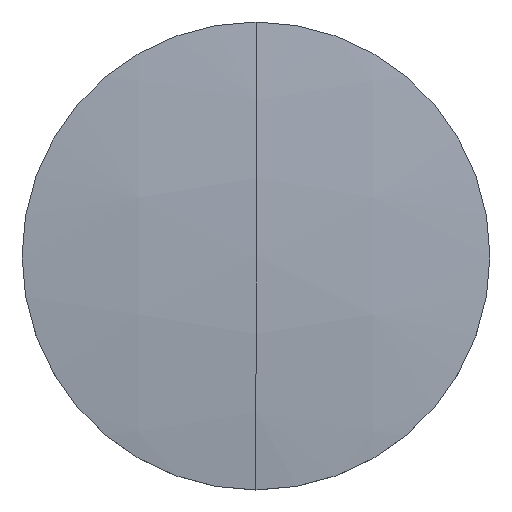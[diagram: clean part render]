
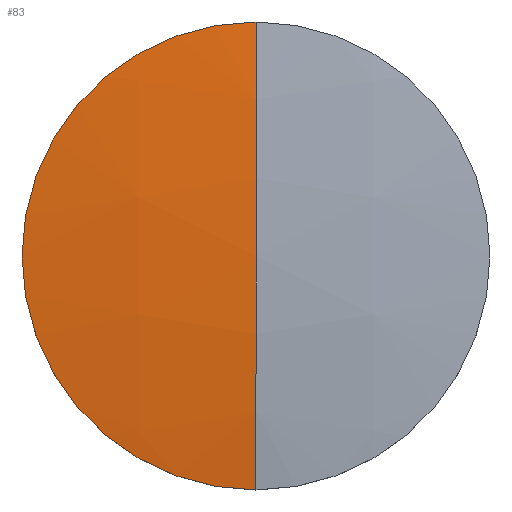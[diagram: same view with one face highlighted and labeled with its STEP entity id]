
A CAD part, top view. The second image highlights one B-rep face of the part: STEP entity #83.
In plain terms, the highlighted spherical face has radius 103.01 mm.
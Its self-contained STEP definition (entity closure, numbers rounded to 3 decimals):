
#15 = VERTEX_POINT ( 'NONE', #25 ) ;
#17 = EDGE_CURVE ( 'NONE', #15, #42, #46, .T. ) ;
#19 = EDGE_CURVE ( 'NONE', #57, #38, #80, .T. ) ;
#20 = DIRECTION ( 'NONE',  ( 0., -1., 0. ) ) ;
#21 = ORIENTED_EDGE ( 'NONE', *, *, #74, .T. ) ;
#24 = ORIENTED_EDGE ( 'NONE', *, *, #17, .T. ) ;
#25 = CARTESIAN_POINT ( 'NONE',  ( 0., 12.7, 0.604 ) ) ;
#37 = ORIENTED_EDGE ( 'NONE', *, *, #19, .T. ) ;
#38 = VERTEX_POINT ( 'NONE', #142 ) ;
#39 = EDGE_LOOP ( 'NONE', ( #24, #21, #37, #58 ) ) ;
#42 = VERTEX_POINT ( 'NONE', #149 ) ;
#45 = AXIS2_PLACEMENT_3D ( 'NONE', #82, #66, #65 ) ;
#46 = CIRCLE ( 'NONE', #45, 12.7 ) ;
#47 = CARTESIAN_POINT ( 'NONE',  ( 0., 0., -101.62 ) ) ;
#57 = VERTEX_POINT ( 'NONE', #111 ) ;
#58 = ORIENTED_EDGE ( 'NONE', *, *, #64, .F. ) ;
#64 = EDGE_CURVE ( 'NONE', #15, #38, #158, .T. ) ;
#65 = DIRECTION ( 'NONE',  ( 1., 0., 0. ) ) ;
#66 = DIRECTION ( 'NONE',  ( 0., 0., 1. ) ) ;
#74 = EDGE_CURVE ( 'NONE', #42, #57, #128, .T. ) ;
#78 = DIRECTION ( 'NONE',  ( -1., 0., 0. ) ) ;
#79 = AXIS2_PLACEMENT_3D ( 'NONE', #47, #78, #20 ) ;
#80 = CIRCLE ( 'NONE', #79, 103.01 ) ;
#82 = CARTESIAN_POINT ( 'NONE',  ( 0., 0., 0.604 ) ) ;
#83 = ADVANCED_FACE ( 'NONE', ( #211 ), #216, .T. ) ;
#111 = CARTESIAN_POINT ( 'NONE',  ( 0., -12.7, 0.604 ) ) ;
#125 = DIRECTION ( 'NONE',  ( 1., 0., 0. ) ) ;
#126 = DIRECTION ( 'NONE',  ( 0., 0., 1. ) ) ;
#127 = AXIS2_PLACEMENT_3D ( 'NONE', #134, #126, #125 ) ;
#128 = CIRCLE ( 'NONE', #127, 12.7 ) ;
#134 = CARTESIAN_POINT ( 'NONE',  ( 0., 0., 0.604 ) ) ;
#142 = CARTESIAN_POINT ( 'NONE',  ( 0., 0., 1.39 ) ) ;
#149 = CARTESIAN_POINT ( 'NONE',  ( -12.7, 0., 0.604 ) ) ;
#157 = AXIS2_PLACEMENT_3D ( 'NONE', #177, #176, #175 ) ;
#158 = CIRCLE ( 'NONE', #157, 103.01 ) ;
#175 = DIRECTION ( 'NONE',  ( 0., 0., -1. ) ) ;
#176 = DIRECTION ( 'NONE',  ( 1., 0., 0. ) ) ;
#177 = CARTESIAN_POINT ( 'NONE',  ( 0., 0., -101.62 ) ) ;
#199 = DIRECTION ( 'NONE',  ( 0., 1., 0. ) ) ;
#200 = DIRECTION ( 'NONE',  ( -1., 0., 0. ) ) ;
#201 = AXIS2_PLACEMENT_3D ( 'NONE', #215, #200, #199 ) ;
#211 = FACE_OUTER_BOUND ( 'NONE', #39, .T. ) ;
#215 = CARTESIAN_POINT ( 'NONE',  ( 0., 0., -101.62 ) ) ;
#216 = SPHERICAL_SURFACE ( 'NONE', #201, 103.01 ) ;
